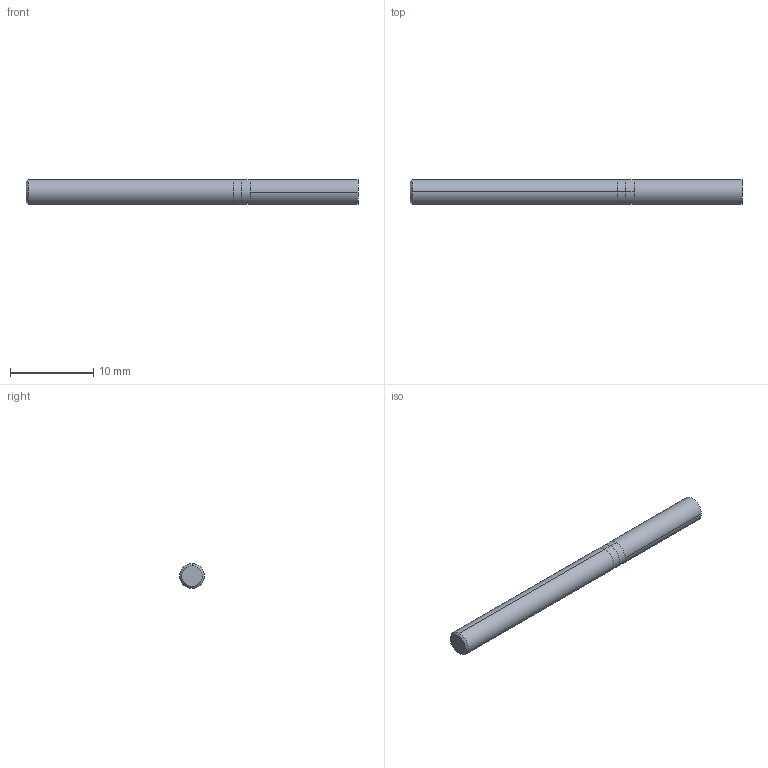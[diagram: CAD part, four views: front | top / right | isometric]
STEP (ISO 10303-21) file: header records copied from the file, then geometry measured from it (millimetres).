
FILE_DESCRIPTION((''),'2;1');
FILE_NAME('50921303_ASM','2019-10-30T17:13:34',('SCHMIDTST'),(''),'CREO PARAMETRIC BY PTC INC, 2018400','CREO PARAMETRIC BY PTC INC, 2018400','');
FILE_SCHEMA(('AUTOMOTIVE_DESIGN { 1 0 10303 214 1 1 1 1 }'));
Length unit declared in the file: millimetre
Products named in the file (3): 50921303NC; 50921303C; 50921303_ASM
Assembly tree (2 placements, depth 2):
  50921303_ASM
    50921303NC
    50921303C
Bounding box: 40 x 3 x 3 mm (x, y, z)
Volume: 190.6 mm3; surface area: 403.8 mm2
Topology: 1 solids, 2 shells, 14 faces, 26 edges, 17 vertices
Faces by surface type: cylinder 8, plane 4, cone 2
Entity records: 1417 total; most frequent: DIRECTION 147, PROPERTY_DEFINITION 110, REPRESENTATION 108, PROPERTY_DEFINITION_REPRESENTATION 108, CARTESIAN_POINT 103, DESCRIPTIVE_REPRESENTATION_ITEM 76, GENERAL_PROPERTY 73, GENERAL_PROPERTY_ASSOCIATION 73
